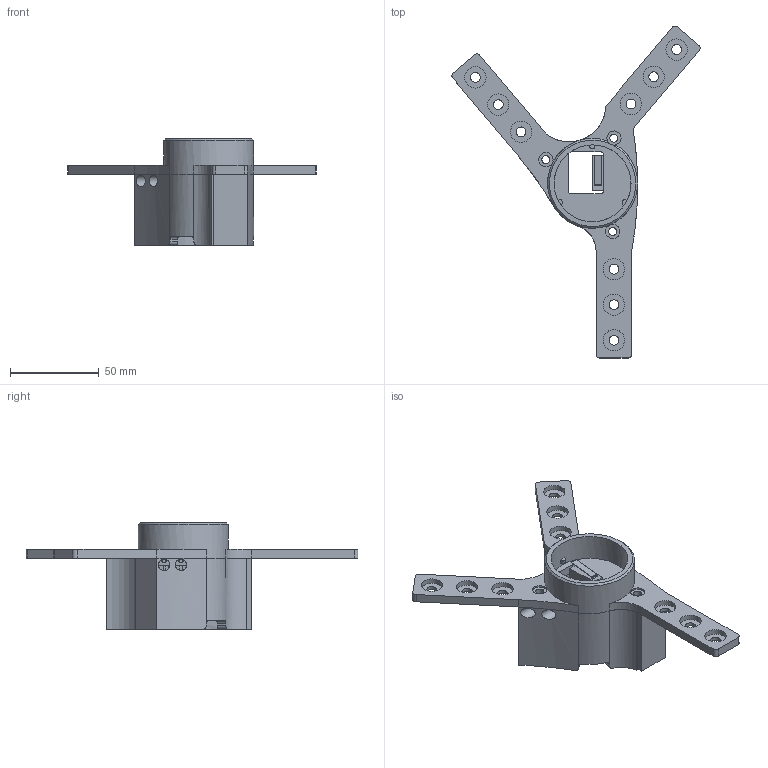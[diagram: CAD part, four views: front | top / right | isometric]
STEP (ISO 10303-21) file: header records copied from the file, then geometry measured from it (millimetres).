
FILE_DESCRIPTION(/* description */ (''),/* implementation_level */ '2;1');
FILE_NAME(/* name */ 'port_collet.step',/* time_stamp */ '2021-02-08T09:33:39-05:00',/* author */ (''),/* organization */ (''),/* preprocessor_version */ 'ST-DEVELOPER v18.1',/* originating_system */ 'Autodesk Translation Framework v9.7.1.1290',/* authorisation */ '');
FILE_SCHEMA (('AUTOMOTIVE_DESIGN { 1 0 10303 214 3 1 1 }'));
Length unit declared in the file: millimetre
Products named in the file (3): port_collet; simple end stop v2 (2); Component3
Assembly tree (2 placements, depth 3):
  port_collet
    simple end stop v2 (2)
      Component3
Bounding box: 139.82 x 186.92 x 60 mm (x, y, z)
Volume: 97408.9 mm3; surface area: 46091.7 mm2
Topology: 3 solids, 3 shells, 210 faces, 546 edges, 364 vertices
Faces by surface type: plane 125, cylinder 84, cone 1
Full cylindrical faces by diameter (mm): 2.5 x2, 4.5 x6, 5.5 x9, 6.5 x2, 8 x3, 12 x9, 43.334 x1
Entity records: 6853 total; most frequent: CARTESIAN_POINT 1408, DIRECTION 1122, ORIENTED_EDGE 1092, EDGE_CURVE 546, AXIS2_PLACEMENT_3D 388, VERTEX_POINT 364, LINE 346, VECTOR 346
